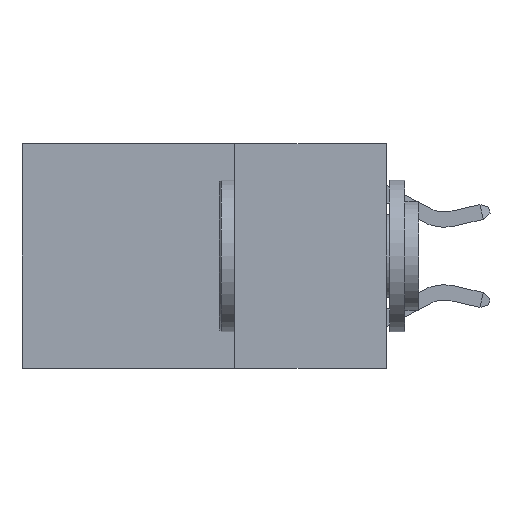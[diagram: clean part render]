
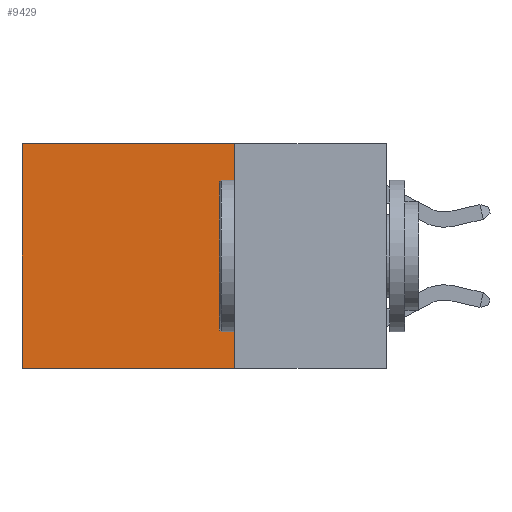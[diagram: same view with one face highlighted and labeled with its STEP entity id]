
A CAD part, left-side view. The second image highlights one B-rep face of the part: STEP entity #9429.
In plain terms, the highlighted planar face has unit normal (-1, 0, 0).
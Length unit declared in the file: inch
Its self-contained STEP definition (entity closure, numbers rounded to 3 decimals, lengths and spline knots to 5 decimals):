
#25 = ORIENTED_EDGE ( 'NONE', *, *, #6618, .T. ) ;
#243 = VECTOR ( 'NONE', #5530, 39.37008 ) ;
#546 = LINE ( 'NONE', #3151, #2514 ) ;
#746 = VECTOR ( 'NONE', #8635, 39.37008 ) ;
#765 = CARTESIAN_POINT ( 'NONE',  ( 0.2625, 0.25, 0. ) ) ;
#1063 = ORIENTED_EDGE ( 'NONE', *, *, #3176, .F. ) ;
#1690 = LINE ( 'NONE', #765, #243 ) ;
#1944 = VECTOR ( 'NONE', #9802, 39.37008 ) ;
#2514 = VECTOR ( 'NONE', #9396, 39.37008 ) ;
#2714 = PLANE ( 'NONE',  #3674 ) ;
#3151 = CARTESIAN_POINT ( 'NONE',  ( 0.2625, 0.25, -0.37 ) ) ;
#3176 = EDGE_CURVE ( 'NONE', #3904, #6684, #546, .T. ) ;
#3233 = CARTESIAN_POINT ( 'NONE',  ( 0.2625, 0.25, -0.37 ) ) ;
#3501 = DIRECTION ( 'NONE',  ( 0., 0., -1. ) ) ;
#3674 = AXIS2_PLACEMENT_3D ( 'NONE', #7266, #8045, #3501 ) ;
#3904 = VERTEX_POINT ( 'NONE', #3233 ) ;
#4537 = CARTESIAN_POINT ( 'NONE',  ( 0.2625, 0.6, 0. ) ) ;
#4637 = EDGE_CURVE ( 'NONE', #9454, #3904, #1690, .T. ) ;
#5055 = EDGE_CURVE ( 'NONE', #9454, #9623, #9912, .T. ) ;
#5061 = CARTESIAN_POINT ( 'NONE',  ( 0.2625, 0.25, 0. ) ) ;
#5530 = DIRECTION ( 'NONE',  ( 0., 0., -1. ) ) ;
#6017 = CARTESIAN_POINT ( 'NONE',  ( 0.2625, 0.25, 0. ) ) ;
#6310 = ORIENTED_EDGE ( 'NONE', *, *, #4637, .F. ) ;
#6618 = EDGE_CURVE ( 'NONE', #9623, #6684, #6990, .T. ) ;
#6684 = VERTEX_POINT ( 'NONE', #7942 ) ;
#6990 = LINE ( 'NONE', #7831, #746 ) ;
#7266 = CARTESIAN_POINT ( 'NONE',  ( 0.2625, 0.25, 0. ) ) ;
#7768 = FACE_OUTER_BOUND ( 'NONE', #9687, .T. ) ;
#7831 = CARTESIAN_POINT ( 'NONE',  ( 0.2625, 0.6, 0. ) ) ;
#7942 = CARTESIAN_POINT ( 'NONE',  ( 0.2625, 0.6, -0.37 ) ) ;
#8045 = DIRECTION ( 'NONE',  ( 1., 0., 0. ) ) ;
#8635 = DIRECTION ( 'NONE',  ( 0., 0., -1. ) ) ;
#9396 = DIRECTION ( 'NONE',  ( 0., 1., 0. ) ) ;
#9429 = ADVANCED_FACE ( 'NONE', ( #7768 ), #2714, .F. ) ;
#9454 = VERTEX_POINT ( 'NONE', #5061 ) ;
#9623 = VERTEX_POINT ( 'NONE', #4537 ) ;
#9687 = EDGE_LOOP ( 'NONE', ( #25, #1063, #6310, #9757 ) ) ;
#9757 = ORIENTED_EDGE ( 'NONE', *, *, #5055, .T. ) ;
#9802 = DIRECTION ( 'NONE',  ( 0., 1., 0. ) ) ;
#9912 = LINE ( 'NONE', #6017, #1944 ) ;
